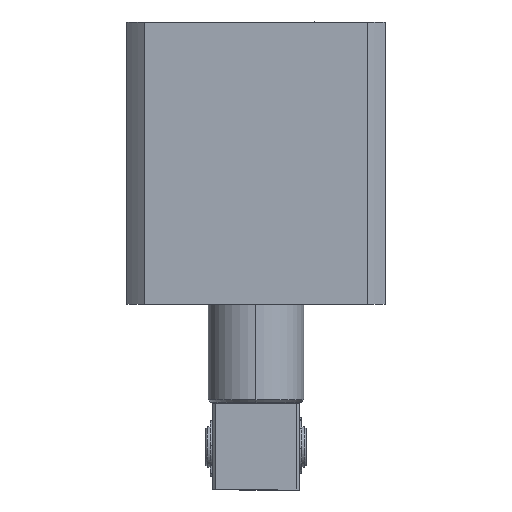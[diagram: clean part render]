
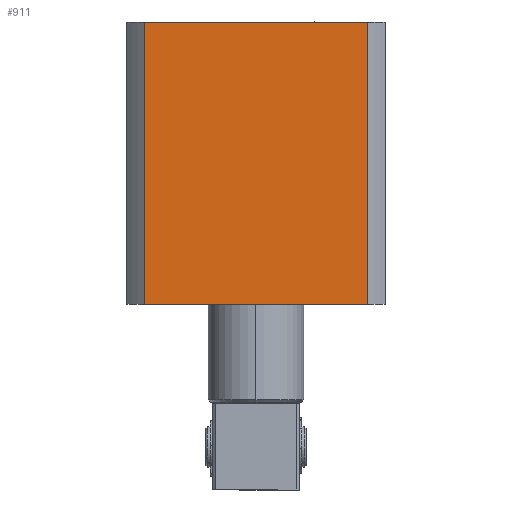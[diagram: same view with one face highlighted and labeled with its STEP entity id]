
A CAD part, left-side view. The second image highlights one B-rep face of the part: STEP entity #911.
In plain terms, the highlighted planar face has unit normal (-1, 0, 0).
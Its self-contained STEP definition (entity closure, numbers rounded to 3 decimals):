
#6 = ORIENTED_EDGE ( 'NONE', *, *, #1863, .F. ) ;
#30 = VERTEX_POINT ( 'NONE', #850 ) ;
#88 = ORIENTED_EDGE ( 'NONE', *, *, #1851, .T. ) ;
#128 = ORIENTED_EDGE ( 'NONE', *, *, #1864, .F. ) ;
#315 = ORIENTED_EDGE ( 'NONE', *, *, #1824, .F. ) ;
#363 = VERTEX_POINT ( 'NONE', #896 ) ;
#482 = VERTEX_POINT ( 'NONE', #2882 ) ;
#533 = VERTEX_POINT ( 'NONE', #2933 ) ;
#850 = CARTESIAN_POINT ( 'NONE',  ( -48., 41.572, 105. ) ) ;
#896 = CARTESIAN_POINT ( 'NONE',  ( -48., 41.572, 0. ) ) ;
#911 = ADVANCED_FACE ( 'NONE', ( #2792 ), #3431, .F. ) ;
#1500 = EDGE_LOOP ( 'NONE', ( #6, #315, #128, #88 ) ) ;
#1824 = EDGE_CURVE ( 'NONE', #30, #533, #4218, .T. ) ;
#1851 = EDGE_CURVE ( 'NONE', #363, #482, #4288, .T. ) ;
#1863 = EDGE_CURVE ( 'NONE', #533, #482, #4307, .T. ) ;
#1864 = EDGE_CURVE ( 'NONE', #363, #30, #4309, .T. ) ;
#2188 = AXIS2_PLACEMENT_3D ( 'NONE', #3429, #3434, #3435 ) ;
#2792 = FACE_OUTER_BOUND ( 'NONE', #1500, .T. ) ;
#2882 = CARTESIAN_POINT ( 'NONE',  ( -48., -41.572, 0. ) ) ;
#2933 = CARTESIAN_POINT ( 'NONE',  ( -48., -41.572, 105. ) ) ;
#3429 = CARTESIAN_POINT ( 'NONE',  ( -48., -48., 105. ) ) ;
#3431 = PLANE ( 'NONE',  #2188 ) ;
#3434 = DIRECTION ( 'NONE',  ( 1., 0., 0. ) ) ;
#3435 = DIRECTION ( 'NONE',  ( 0., 0., -1. ) ) ;
#4218 = LINE ( 'NONE', #5718, #4258 ) ;
#4258 = VECTOR ( 'NONE', #5714, 1000. ) ;
#4288 = LINE ( 'NONE', #5856, #4290 ) ;
#4290 = VECTOR ( 'NONE', #5857, 1000. ) ;
#4307 = LINE ( 'NONE', #5890, #4310 ) ;
#4309 = LINE ( 'NONE', #5892, #4312 ) ;
#4310 = VECTOR ( 'NONE', #5891, 1000. ) ;
#4312 = VECTOR ( 'NONE', #5893, 1000. ) ;
#5714 = DIRECTION ( 'NONE',  ( 0., -1., 0. ) ) ;
#5718 = CARTESIAN_POINT ( 'NONE',  ( -48., -48., 105. ) ) ;
#5856 = CARTESIAN_POINT ( 'NONE',  ( -48., -48., 0. ) ) ;
#5857 = DIRECTION ( 'NONE',  ( 0., -1., 0. ) ) ;
#5890 = CARTESIAN_POINT ( 'NONE',  ( -48., -41.572, 105. ) ) ;
#5891 = DIRECTION ( 'NONE',  ( 0., 0., -1. ) ) ;
#5892 = CARTESIAN_POINT ( 'NONE',  ( -48., 41.572, 105. ) ) ;
#5893 = DIRECTION ( 'NONE',  ( 0., 0., 1. ) ) ;
